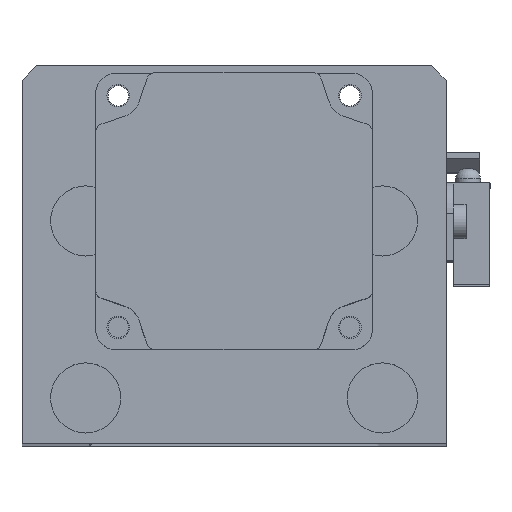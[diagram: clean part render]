
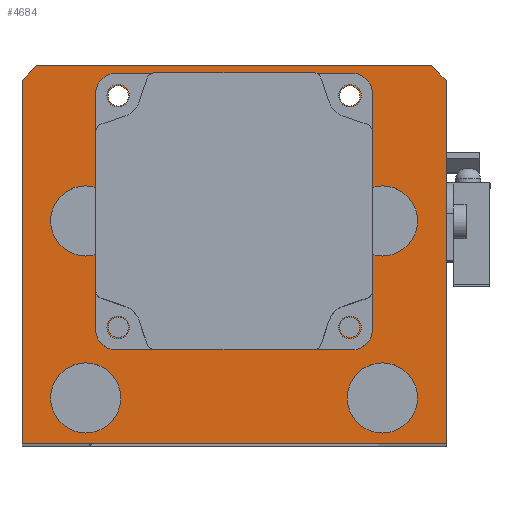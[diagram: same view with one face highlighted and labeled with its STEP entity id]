
A CAD part, top view. The second image highlights one B-rep face of the part: STEP entity #4684.
In plain terms, the highlighted planar face has unit normal (0, 0, 1).
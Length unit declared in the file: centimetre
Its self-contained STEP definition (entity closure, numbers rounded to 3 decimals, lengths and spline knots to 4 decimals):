
#524=VECTOR('',#5819,1.);
#525=VECTOR('',#5820,1.);
#526=VECTOR('',#5821,1.);
#527=VECTOR('',#5822,1.);
#528=VECTOR('',#5823,1.);
#529=VECTOR('',#5824,1.);
#910=LINE('',#7123,#524);
#911=LINE('',#7126,#525);
#912=LINE('',#7128,#526);
#913=LINE('',#7130,#527);
#914=LINE('',#7132,#528);
#915=LINE('',#7134,#529);
#1199=PLANE('',#5033);
#1458=VERTEX_POINT('',#7071);
#1460=VERTEX_POINT('',#7076);
#1462=VERTEX_POINT('',#7081);
#1464=VERTEX_POINT('',#7086);
#1466=VERTEX_POINT('',#7091);
#1470=VERTEX_POINT('',#7102);
#1472=VERTEX_POINT('',#7108);
#1474=VERTEX_POINT('',#7114);
#1476=VERTEX_POINT('',#7120);
#1477=VERTEX_POINT('',#7124);
#1478=VERTEX_POINT('',#7125);
#1479=VERTEX_POINT('',#7127);
#1480=VERTEX_POINT('',#7129);
#1481=VERTEX_POINT('',#7131);
#1482=VERTEX_POINT('',#7133);
#1768=CIRCLE('',#5000,0.2083);
#1770=CIRCLE('',#5003,0.2083);
#1772=CIRCLE('',#5006,0.2083);
#1774=CIRCLE('',#5009,0.2083);
#1776=CIRCLE('',#5012,1.9431);
#1780=CIRCLE('',#5019,0.715);
#1782=CIRCLE('',#5023,0.715);
#1784=CIRCLE('',#5027,0.715);
#1786=CIRCLE('',#5031,0.715);
#2155=EDGE_CURVE('',#1458,#1458,#1768,.T.);
#2157=EDGE_CURVE('',#1460,#1460,#1770,.T.);
#2159=EDGE_CURVE('',#1462,#1462,#1772,.T.);
#2161=EDGE_CURVE('',#1464,#1464,#1774,.T.);
#2163=EDGE_CURVE('',#1466,#1466,#1776,.T.);
#2167=EDGE_CURVE('',#1470,#1470,#1780,.T.);
#2169=EDGE_CURVE('',#1472,#1472,#1782,.T.);
#2171=EDGE_CURVE('',#1474,#1474,#1784,.T.);
#2173=EDGE_CURVE('',#1476,#1476,#1786,.T.);
#2174=EDGE_CURVE('',#1477,#1478,#910,.T.);
#2175=EDGE_CURVE('',#1479,#1477,#911,.T.);
#2176=EDGE_CURVE('',#1480,#1479,#912,.T.);
#2177=EDGE_CURVE('',#1481,#1480,#913,.T.);
#2178=EDGE_CURVE('',#1482,#1481,#914,.T.);
#2179=EDGE_CURVE('',#1478,#1482,#915,.T.);
#3003=ORIENTED_EDGE('',*,*,#2155,.T.);
#3004=ORIENTED_EDGE('',*,*,#2157,.T.);
#3005=ORIENTED_EDGE('',*,*,#2159,.T.);
#3006=ORIENTED_EDGE('',*,*,#2161,.T.);
#3007=ORIENTED_EDGE('',*,*,#2163,.T.);
#3008=ORIENTED_EDGE('',*,*,#2174,.F.);
#3009=ORIENTED_EDGE('',*,*,#2175,.F.);
#3010=ORIENTED_EDGE('',*,*,#2176,.F.);
#3011=ORIENTED_EDGE('',*,*,#2177,.F.);
#3012=ORIENTED_EDGE('',*,*,#2178,.F.);
#3013=ORIENTED_EDGE('',*,*,#2179,.F.);
#3014=ORIENTED_EDGE('',*,*,#2173,.T.);
#3015=ORIENTED_EDGE('',*,*,#2171,.T.);
#3016=ORIENTED_EDGE('',*,*,#2169,.T.);
#3017=ORIENTED_EDGE('',*,*,#2167,.T.);
#3889=EDGE_LOOP('',(#3003));
#3890=EDGE_LOOP('',(#3004));
#3891=EDGE_LOOP('',(#3005));
#3892=EDGE_LOOP('',(#3006));
#3893=EDGE_LOOP('',(#3007));
#3894=EDGE_LOOP('',(#3008,#3009,#3010,#3011,#3012,#3013));
#3895=EDGE_LOOP('',(#3014));
#3896=EDGE_LOOP('',(#3015));
#3897=EDGE_LOOP('',(#3016));
#3898=EDGE_LOOP('',(#3017));
#4316=FACE_BOUND('',#3889,.T.);
#4317=FACE_BOUND('',#3890,.T.);
#4318=FACE_BOUND('',#3891,.T.);
#4319=FACE_BOUND('',#3892,.T.);
#4320=FACE_BOUND('',#3893,.T.);
#4321=FACE_BOUND('',#3894,.T.);
#4322=FACE_BOUND('',#3895,.T.);
#4323=FACE_BOUND('',#3896,.T.);
#4324=FACE_BOUND('',#3897,.T.);
#4325=FACE_BOUND('',#3898,.T.);
#4684=ADVANCED_FACE('',(#4316,#4317,#4318,#4319,#4320,#4321,#4322,#4323,
#4324,#4325),#1199,.T.);
#5000=AXIS2_PLACEMENT_3D('',#7070,#5757,#5758);
#5003=AXIS2_PLACEMENT_3D('',#7075,#5763,#5764);
#5006=AXIS2_PLACEMENT_3D('',#7080,#5769,#5770);
#5009=AXIS2_PLACEMENT_3D('',#7085,#5775,#5776);
#5012=AXIS2_PLACEMENT_3D('',#7090,#5781,#5782);
#5019=AXIS2_PLACEMENT_3D('',#7101,#5794,#5795);
#5023=AXIS2_PLACEMENT_3D('',#7107,#5801,#5802);
#5027=AXIS2_PLACEMENT_3D('',#7113,#5808,#5809);
#5031=AXIS2_PLACEMENT_3D('',#7119,#5815,#5816);
#5033=AXIS2_PLACEMENT_3D('',#7122,#5818,$);
#5757=DIRECTION('',(0.,0.,-1.));
#5758=DIRECTION('',(0.,0.208,0.));
#5763=DIRECTION('',(0.,0.,-1.));
#5764=DIRECTION('',(0.,0.208,0.));
#5769=DIRECTION('',(0.,0.,-1.));
#5770=DIRECTION('',(0.,0.208,0.));
#5775=DIRECTION('',(0.,0.,-1.));
#5776=DIRECTION('',(0.,0.208,0.));
#5781=DIRECTION('',(0.,0.,-1.));
#5782=DIRECTION('',(0.,1.943,0.));
#5794=DIRECTION('',(0.,0.,-1.));
#5795=DIRECTION('',(0.715,0.,0.));
#5801=DIRECTION('',(0.,0.,-1.));
#5802=DIRECTION('',(0.715,0.,0.));
#5808=DIRECTION('',(0.,0.,-1.));
#5809=DIRECTION('',(0.715,0.,0.));
#5815=DIRECTION('',(0.,0.,-1.));
#5816=DIRECTION('',(0.715,0.,0.));
#5818=DIRECTION('',(0.,0.,1.));
#5819=DIRECTION('',(-1.,0.,0.));
#5820=DIRECTION('',(0.,-1.,0.));
#5821=DIRECTION('',(0.707,-0.707,0.));
#5822=DIRECTION('',(1.,0.,0.));
#5823=DIRECTION('',(0.706,0.709,0.));
#5824=DIRECTION('',(0.,1.,0.));
#7070=CARTESIAN_POINT('',(-2.3571,4.3512,0.9525));
#7071=CARTESIAN_POINT('',(-2.3571,4.5595,0.9525));
#7075=CARTESIAN_POINT('',(2.3571,4.3512,0.9525));
#7076=CARTESIAN_POINT('',(2.3571,4.5595,0.9525));
#7080=CARTESIAN_POINT('',(-2.3571,-0.363,0.9525));
#7081=CARTESIAN_POINT('',(-2.3571,-0.1548,0.9525));
#7085=CARTESIAN_POINT('',(2.3571,-0.363,0.9525));
#7086=CARTESIAN_POINT('',(2.3571,-0.1548,0.9525));
#7090=CARTESIAN_POINT('',(0.,1.9941,0.9525));
#7091=CARTESIAN_POINT('',(0.,3.9372,0.9525));
#7101=CARTESIAN_POINT('',(-3.0226,1.8034,0.9525));
#7102=CARTESIAN_POINT('',(-2.3076,1.8034,0.9525));
#7107=CARTESIAN_POINT('',(-3.0226,-1.8034,0.9525));
#7108=CARTESIAN_POINT('',(-2.3076,-1.8034,0.9525));
#7113=CARTESIAN_POINT('',(3.0226,1.8034,0.9525));
#7114=CARTESIAN_POINT('',(3.7376,1.8034,0.9525));
#7119=CARTESIAN_POINT('',(3.0226,-1.8034,0.9525));
#7120=CARTESIAN_POINT('',(3.7376,-1.8034,0.9525));
#7122=CARTESIAN_POINT('',(0.,1.0756,0.9525));
#7123=CARTESIAN_POINT('',(4.3205,-2.7303,0.9525));
#7124=CARTESIAN_POINT('',(4.3205,-2.7303,0.9525));
#7125=CARTESIAN_POINT('',(-4.3205,-2.7303,0.9525));
#7126=CARTESIAN_POINT('',(4.3205,4.6707,0.9525));
#7127=CARTESIAN_POINT('',(4.3205,4.6707,0.9525));
#7128=CARTESIAN_POINT('',(4.0253,4.966,0.9525));
#7129=CARTESIAN_POINT('',(4.0253,4.966,0.9525));
#7130=CARTESIAN_POINT('',(-4.0265,4.966,0.9525));
#7131=CARTESIAN_POINT('',(-4.0265,4.966,0.9525));
#7132=CARTESIAN_POINT('',(-4.3205,4.6707,0.9525));
#7133=CARTESIAN_POINT('',(-4.3205,4.6707,0.9525));
#7134=CARTESIAN_POINT('',(-4.3205,-2.7303,0.9525));
